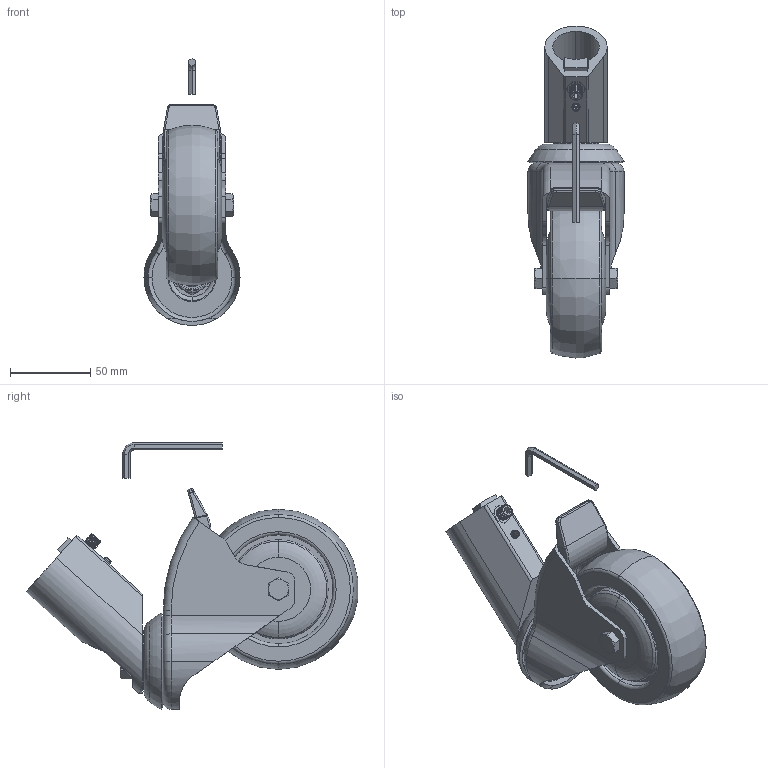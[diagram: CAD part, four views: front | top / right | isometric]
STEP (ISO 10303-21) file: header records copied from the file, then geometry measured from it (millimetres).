
FILE_DESCRIPTION (( 'STEP AP203' ), '1' );
FILE_NAME ('G2200.STEP', '2018-10-02T12:35:52', ( '' ), ( '' ), 'SwSTEP 2.0', 'SolidWorks 2016', '' );
FILE_SCHEMA (( 'CONFIG_CONTROL_DESIGN' ));
Length unit declared in the file: millimetre
Products named in the file (12): TH3059; S3145; B Washer_Bright washer BS 4320 - M12 (Form B); TH1478; TH038; spring pin slotted_hd_doughty fastners - stainless_Spring Pin ISO 8752 - 5 x 16St; G2200; Socket Set Screw Flat Point_Doughty Fastners_BS 4168-2 - M8 x 16-S; F628; Z100000100; Hex Bolt_ISO 4016 - M12 x 35 x 35-WS; SW3dPS-nyloc nut, st stl a2 iso_M12 NYLOC
Assembly tree (11 placements, depth 3):
  G2200
    TH3059
      TH038
      F628
    S3145
    Socket Set Screw Flat Point_Doughty Fastners_BS 4168-2 - M8 x 16-S
    TH1478
    Hex Bolt_ISO 4016 - M12 x 35 x 35-WS
    B Washer_Bright washer BS 4320 - M12 (Form B)
    SW3dPS-nyloc nut, st stl a2 iso_M12 NYLOC
    spring pin slotted_hd_doughty fastners - stainless_Spring Pin ISO 8752 - 5 x 16St
    Z100000100
Bounding box: 60 x 207.29 x 166.63 mm (x, y, z)
Volume: 374431.7 mm3; surface area: 99965.5 mm2
Topology: 12 solids, 14 shells, 547 faces, 1335 edges, 822 vertices
Faces by surface type: cylinder 171, cone 169, plane 130, torus 66, bspline 11
Entity records: 18821 total; most frequent: CARTESIAN_POINT 4441, DIRECTION 2978, ORIENTED_EDGE 2666, EDGE_CURVE 1333, AXIS2_PLACEMENT_3D 1225, VERTEX_POINT 822, CIRCLE 674, EDGE_LOOP 581
